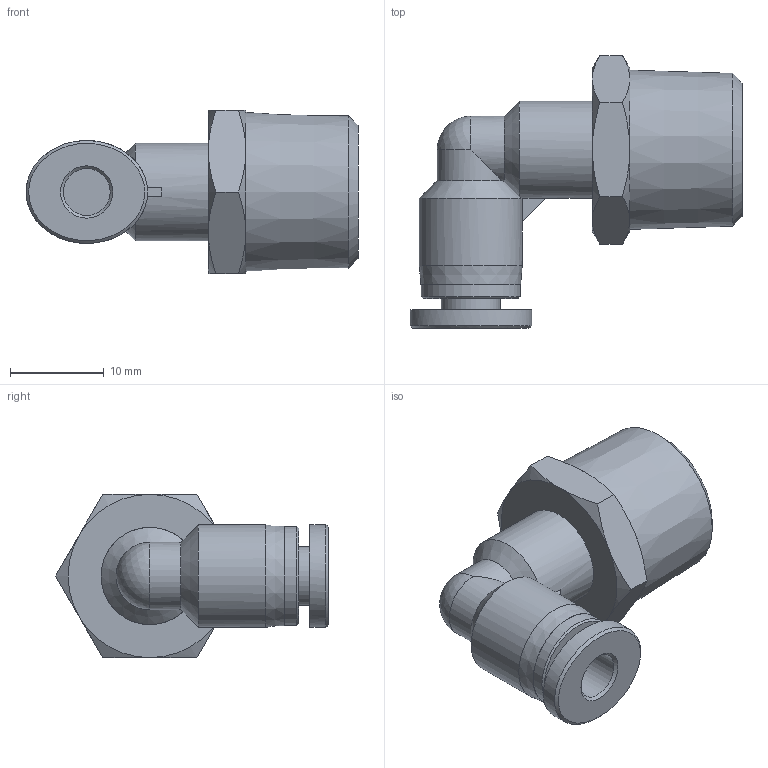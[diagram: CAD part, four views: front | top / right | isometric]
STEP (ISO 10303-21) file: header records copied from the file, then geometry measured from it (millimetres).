
FILE_DESCRIPTION((''),'2;1');
FILE_NAME('PL 3_16-N03U.stp','2016-10-12T10:42:45',('Administrator'),(''),'Autodesk Inventor 2013','Autodesk Inventor 2013','');
FILE_SCHEMA(('CONFIG_CONTROL_DESIGN'));
Length unit declared in the file: millimetre
Products named in the file (4): PL 3_16-N03U; NL 5_32-NPT3_8 BODY; NL N3_16 BODY; SLEEVE N3_16L
Assembly tree (3 placements, depth 2):
  PL 3_16-N03U
    NL 5_32-NPT3_8 BODY
    NL N3_16 BODY
    SLEEVE N3_16L
Bounding box: 35.5 x 29.18 x 17.46 mm (x, y, z)
Volume: 5690.9 mm3; surface area: 3047.9 mm2
Topology: 3 solids, 3 shells, 53 faces, 109 edges, 66 vertices
Faces by surface type: plane 23, cone 19, cylinder 8, bspline 2, sphere 1
Full cylindrical faces by diameter (mm): 5 x2, 6.3 x1, 10.4 x1, 10.6 x1, 11 x1
Entity records: 1510 total; most frequent: CARTESIAN_POINT 401, DIRECTION 219, ORIENTED_EDGE 192, AXIS2_PLACEMENT_3D 99, EDGE_CURVE 96, EDGE_LOOP 71, VERTEX_POINT 65, FACE_OUTER_BOUND 53
